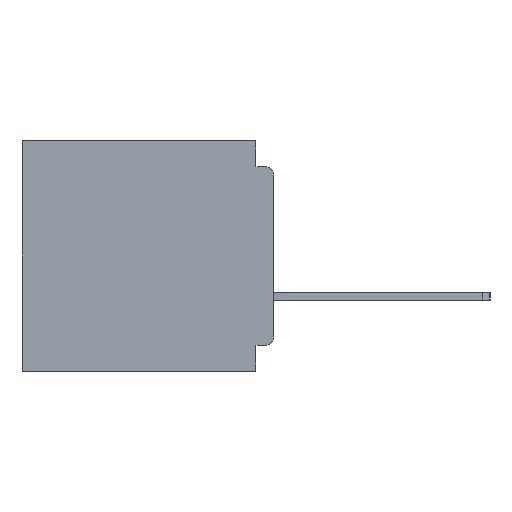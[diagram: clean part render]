
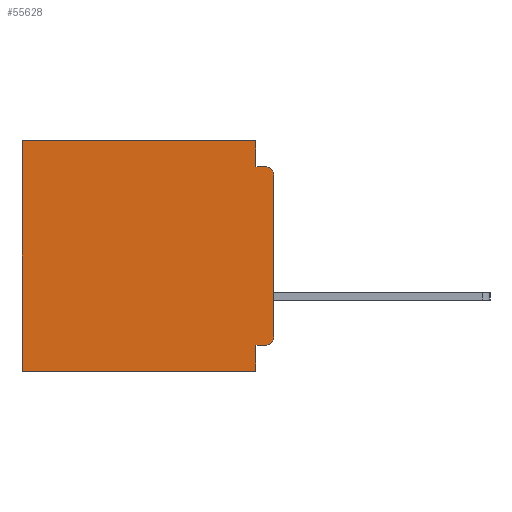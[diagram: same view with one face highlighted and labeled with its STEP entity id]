
A CAD part, left-side view. The second image highlights one B-rep face of the part: STEP entity #55628.
In plain terms, the highlighted planar face has unit normal (-1, 0, 0).
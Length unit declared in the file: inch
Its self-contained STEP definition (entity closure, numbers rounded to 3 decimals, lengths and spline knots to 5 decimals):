
#188 = VERTEX_POINT ( 'NONE', #32462 ) ;
#295 = CARTESIAN_POINT ( 'NONE',  ( 0.3, 0.015, -0.06 ) ) ;
#1723 = EDGE_CURVE ( 'NONE', #21947, #15373, #24430, .T. ) ;
#1882 = DIRECTION ( 'NONE',  ( 0., 0., -1. ) ) ;
#2957 = VERTEX_POINT ( 'NONE', #41596 ) ;
#2994 = EDGE_CURVE ( 'NONE', #45524, #57696, #39885, .T. ) ;
#3209 = DIRECTION ( 'NONE',  ( 1., 0., 0. ) ) ;
#3212 = CARTESIAN_POINT ( 'NONE',  ( 0.3, 0.015, -0.34 ) ) ;
#3928 = ORIENTED_EDGE ( 'NONE', *, *, #1723, .F. ) ;
#4144 = CARTESIAN_POINT ( 'NONE',  ( 0.3, 0., -0.355 ) ) ;
#4907 = EDGE_LOOP ( 'NONE', ( #50652, #37371, #14383, #29766, #22228, #29586, #45830, #3928, #50724, #14199 ) ) ;
#4916 = DIRECTION ( 'NONE',  ( 0., 0., -1. ) ) ;
#5194 = CARTESIAN_POINT ( 'NONE',  ( 0.3, 0., -0.4 ) ) ;
#5852 = CARTESIAN_POINT ( 'NONE',  ( 0.3, 0.031, -0.045 ) ) ;
#7453 = CIRCLE ( 'NONE', #58594, 0.015 ) ;
#7480 = EDGE_CURVE ( 'NONE', #15373, #2957, #57654, .T. ) ;
#7819 = DIRECTION ( 'NONE',  ( 0., 0., -1. ) ) ;
#7990 = EDGE_CURVE ( 'NONE', #188, #21947, #54179, .T. ) ;
#9264 = EDGE_CURVE ( 'NONE', #188, #34599, #7453, .T. ) ;
#10186 = VERTEX_POINT ( 'NONE', #54816 ) ;
#11212 = CARTESIAN_POINT ( 'NONE',  ( 0.3, 0.031, 0. ) ) ;
#11442 = DIRECTION ( 'NONE',  ( 0., 0., -1. ) ) ;
#14199 = ORIENTED_EDGE ( 'NONE', *, *, #9264, .T. ) ;
#14383 = ORIENTED_EDGE ( 'NONE', *, *, #39258, .F. ) ;
#14840 = CARTESIAN_POINT ( 'NONE',  ( 0.3, 0., -0.4 ) ) ;
#15373 = VERTEX_POINT ( 'NONE', #31179 ) ;
#15682 = CARTESIAN_POINT ( 'NONE',  ( 0.3, 0.437, 0. ) ) ;
#16994 = EDGE_CURVE ( 'NONE', #45524, #50918, #54702, .T. ) ;
#17821 = EDGE_CURVE ( 'NONE', #57696, #2957, #18699, .T. ) ;
#18491 = EDGE_CURVE ( 'NONE', #57922, #10186, #49626, .T. ) ;
#18699 = LINE ( 'NONE', #35098, #41282 ) ;
#19374 = DIRECTION ( 'NONE',  ( 0., 0., -1. ) ) ;
#19522 = CARTESIAN_POINT ( 'NONE',  ( 0.3, 0., 0. ) ) ;
#19578 = AXIS2_PLACEMENT_3D ( 'NONE', #25834, #3209, #34910 ) ;
#21785 = CARTESIAN_POINT ( 'NONE',  ( 0.3, 0., -0.06 ) ) ;
#21947 = VERTEX_POINT ( 'NONE', #25436 ) ;
#22228 = ORIENTED_EDGE ( 'NONE', *, *, #2994, .T. ) ;
#22418 = DIRECTION ( 'NONE',  ( 0., 1., 0. ) ) ;
#23120 = CARTESIAN_POINT ( 'NONE',  ( 0.3, 0.031, -0.4 ) ) ;
#24430 = LINE ( 'NONE', #23120, #36400 ) ;
#25436 = CARTESIAN_POINT ( 'NONE',  ( 0.3, 0.031, -0.355 ) ) ;
#25834 = CARTESIAN_POINT ( 'NONE',  ( 0.3, 0., -0.4 ) ) ;
#27792 = DIRECTION ( 'NONE',  ( 0., 1., 0. ) ) ;
#29269 = CARTESIAN_POINT ( 'NONE',  ( 0.3, 0.031, 0. ) ) ;
#29586 = ORIENTED_EDGE ( 'NONE', *, *, #17821, .T. ) ;
#29766 = ORIENTED_EDGE ( 'NONE', *, *, #16994, .F. ) ;
#30269 = VECTOR ( 'NONE', #22418, 39.37008 ) ;
#31179 = CARTESIAN_POINT ( 'NONE',  ( 0.3, 0.031, -0.4 ) ) ;
#32048 = DIRECTION ( 'NONE',  ( -1., 0., 0. ) ) ;
#32462 = CARTESIAN_POINT ( 'NONE',  ( 0.3, 0.015, -0.355 ) ) ;
#33587 = DIRECTION ( 'NONE',  ( 0., -1., 0. ) ) ;
#33774 = VECTOR ( 'NONE', #27792, 39.37008 ) ;
#34599 = VERTEX_POINT ( 'NONE', #38967 ) ;
#34910 = DIRECTION ( 'NONE',  ( 0., 0., -1. ) ) ;
#34911 = DIRECTION ( 'NONE',  ( -1., 0., 0. ) ) ;
#35098 = CARTESIAN_POINT ( 'NONE',  ( 0.3, 0.437, -0.4 ) ) ;
#36400 = VECTOR ( 'NONE', #11442, 39.37008 ) ;
#37371 = ORIENTED_EDGE ( 'NONE', *, *, #18491, .T. ) ;
#38475 = VECTOR ( 'NONE', #41996, 39.37008 ) ;
#38967 = CARTESIAN_POINT ( 'NONE',  ( 0.3, 0., -0.34 ) ) ;
#39258 = EDGE_CURVE ( 'NONE', #50918, #10186, #53774, .T. ) ;
#39630 = DIRECTION ( 'NONE',  ( 0., 0., -1. ) ) ;
#39885 = LINE ( 'NONE', #19522, #38475 ) ;
#40417 = VECTOR ( 'NONE', #33587, 39.37008 ) ;
#41282 = VECTOR ( 'NONE', #39630, 39.37008 ) ;
#41596 = CARTESIAN_POINT ( 'NONE',  ( 0.3, 0.437, -0.4 ) ) ;
#41996 = DIRECTION ( 'NONE',  ( 0., 1., 0. ) ) ;
#42317 = VECTOR ( 'NONE', #19374, 39.37008 ) ;
#45524 = VERTEX_POINT ( 'NONE', #11212 ) ;
#45830 = ORIENTED_EDGE ( 'NONE', *, *, #7480, .F. ) ;
#47170 = CARTESIAN_POINT ( 'NONE',  ( 0.3, 0., -0.045 ) ) ;
#48549 = EDGE_CURVE ( 'NONE', #57922, #34599, #52845, .T. ) ;
#48874 = FACE_OUTER_BOUND ( 'NONE', #4907, .T. ) ;
#49626 = CIRCLE ( 'NONE', #56927, 0.015 ) ;
#50652 = ORIENTED_EDGE ( 'NONE', *, *, #48549, .F. ) ;
#50724 = ORIENTED_EDGE ( 'NONE', *, *, #7990, .F. ) ;
#50918 = VERTEX_POINT ( 'NONE', #5852 ) ;
#52798 = PLANE ( 'NONE',  #19578 ) ;
#52845 = LINE ( 'NONE', #14840, #42317 ) ;
#53328 = VECTOR ( 'NONE', #1882, 39.37008 ) ;
#53774 = LINE ( 'NONE', #47170, #40417 ) ;
#54179 = LINE ( 'NONE', #4144, #30269 ) ;
#54702 = LINE ( 'NONE', #29269, #53328 ) ;
#54816 = CARTESIAN_POINT ( 'NONE',  ( 0.3, 0.015, -0.045 ) ) ;
#55628 = ADVANCED_FACE ( 'NONE', ( #48874 ), #52798, .F. ) ;
#56927 = AXIS2_PLACEMENT_3D ( 'NONE', #295, #32048, #4916 ) ;
#57654 = LINE ( 'NONE', #5194, #33774 ) ;
#57696 = VERTEX_POINT ( 'NONE', #15682 ) ;
#57922 = VERTEX_POINT ( 'NONE', #21785 ) ;
#58594 = AXIS2_PLACEMENT_3D ( 'NONE', #3212, #34911, #7819 ) ;
